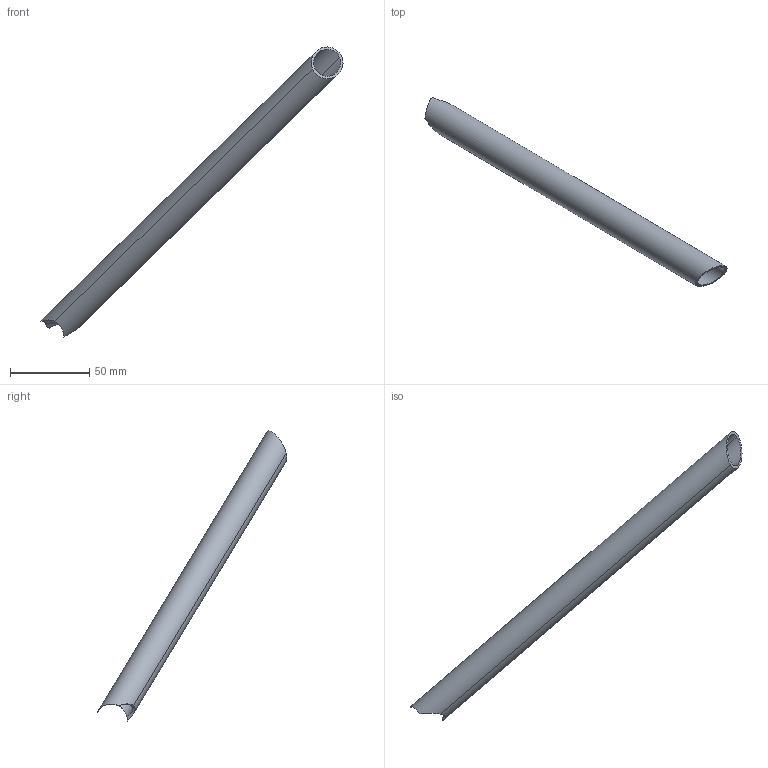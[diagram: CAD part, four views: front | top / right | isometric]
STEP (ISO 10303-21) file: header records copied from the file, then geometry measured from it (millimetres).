
FILE_DESCRIPTION(('CATIA V5 STEP Exchange'),'2;1');
FILE_NAME('j''essaye de réparer\85.stp','2022-01-04T14:57:31+00:00',('none'),('none'),'CATIA Version 5 Release 19 SP 2 (IN-10)','CATIA V5 STEP AP203','none');
FILE_SCHEMA(('CONFIG_CONTROL_DESIGN'));
Length unit declared in the file: millimetre
Products named in the file (1): Shape_214
Bounding box: 190.62 x 119.71 x 183.08 mm (x, y, z)
Volume: 22280.4 mm3; surface area: 29988.8 mm2
Topology: 1 solids, 1 shells, 10 faces, 28 edges, 19 vertices
Faces by surface type: cylinder 8, plane 2
Entity records: 602 total; most frequent: CARTESIAN_POINT 332, ORIENTED_EDGE 56, DIRECTION 29, EDGE_CURVE 28, B_SPLINE_CURVE_WITH_KNOTS 19, VERTEX_POINT 19, AXIS2_PLACEMENT_3D 12, EDGE_LOOP 11
